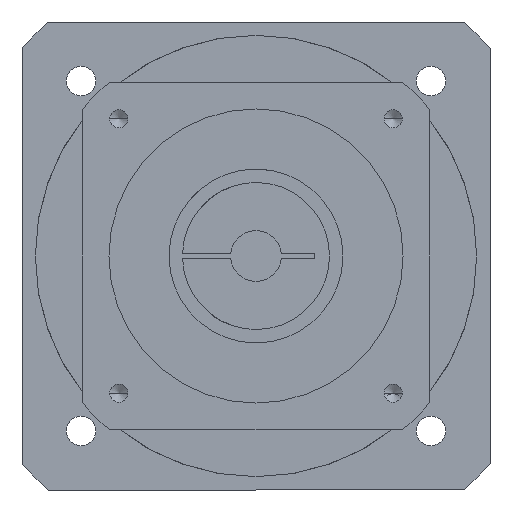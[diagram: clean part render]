
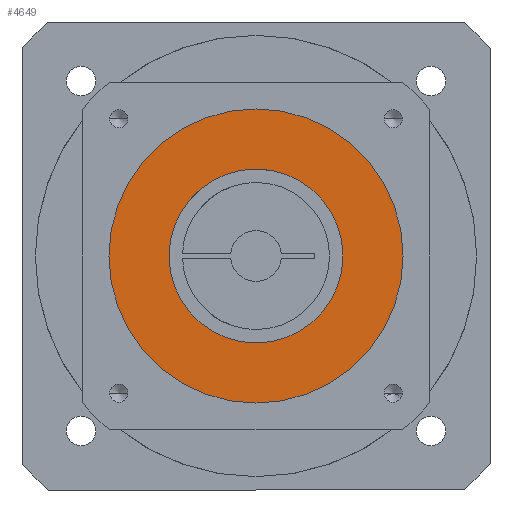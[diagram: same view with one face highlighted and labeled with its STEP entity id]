
A CAD part, front view. The second image highlights one B-rep face of the part: STEP entity #4649.
In plain terms, the highlighted face is planar.
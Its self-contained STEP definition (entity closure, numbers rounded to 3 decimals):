
#122 = CARTESIAN_POINT ( 'NONE',  ( 0., 70., -32.5 ) ) ;
#249 = DIRECTION ( 'NONE',  ( 0., 0., 1. ) ) ;
#596 = DIRECTION ( 'NONE',  ( 0., 0., 1. ) ) ;
#623 = DIRECTION ( 'NONE',  ( 0., 1., 0. ) ) ;
#669 = VERTEX_POINT ( 'NONE', #122 ) ;
#812 = CARTESIAN_POINT ( 'NONE',  ( 0., 70., 55. ) ) ;
#1003 = EDGE_LOOP ( 'NONE', ( #3392, #3444 ) ) ;
#1100 = CIRCLE ( 'NONE', #4453, 55. ) ;
#1204 = EDGE_CURVE ( 'NONE', #4135, #3664, #3671, .T. ) ;
#1460 = DIRECTION ( 'NONE',  ( 0., 1., 0. ) ) ;
#1481 = ORIENTED_EDGE ( 'NONE', *, *, #2920, .T. ) ;
#1492 = CARTESIAN_POINT ( 'NONE',  ( 0., 70., 32.5 ) ) ;
#1718 = ORIENTED_EDGE ( 'NONE', *, *, #1204, .T. ) ;
#1776 = EDGE_CURVE ( 'NONE', #669, #4700, #4678, .T. ) ;
#1844 = CARTESIAN_POINT ( 'NONE',  ( 0., 70., 0. ) ) ;
#1890 = CIRCLE ( 'NONE', #2117, 32.5 ) ;
#1893 = CARTESIAN_POINT ( 'NONE',  ( 0., 70., 0. ) ) ;
#2117 = AXIS2_PLACEMENT_3D ( 'NONE', #4878, #2759, #4473 ) ;
#2279 = PLANE ( 'NONE',  #5356 ) ;
#2419 = FACE_OUTER_BOUND ( 'NONE', #5199, .T. ) ;
#2473 = DIRECTION ( 'NONE',  ( 0., 0., 1. ) ) ;
#2657 = AXIS2_PLACEMENT_3D ( 'NONE', #4101, #3673, #249 ) ;
#2733 = EDGE_CURVE ( 'NONE', #4700, #669, #1890, .T. ) ;
#2759 = DIRECTION ( 'NONE',  ( 0., 1., 0. ) ) ;
#2920 = EDGE_CURVE ( 'NONE', #3664, #4135, #1100, .T. ) ;
#3128 = AXIS2_PLACEMENT_3D ( 'NONE', #1844, #1460, #596 ) ;
#3392 = ORIENTED_EDGE ( 'NONE', *, *, #2733, .F. ) ;
#3444 = ORIENTED_EDGE ( 'NONE', *, *, #1776, .F. ) ;
#3664 = VERTEX_POINT ( 'NONE', #5314 ) ;
#3671 = CIRCLE ( 'NONE', #2657, 55. ) ;
#3673 = DIRECTION ( 'NONE',  ( 0., 1., 0. ) ) ;
#3754 = DIRECTION ( 'NONE',  ( 0., 1., 0. ) ) ;
#4101 = CARTESIAN_POINT ( 'NONE',  ( 0., 70., 0. ) ) ;
#4135 = VERTEX_POINT ( 'NONE', #812 ) ;
#4453 = AXIS2_PLACEMENT_3D ( 'NONE', #5066, #3754, #2473 ) ;
#4473 = DIRECTION ( 'NONE',  ( 0., 0., 1. ) ) ;
#4649 = ADVANCED_FACE ( 'NONE', ( #4746, #2419 ), #2279, .T. ) ;
#4678 = CIRCLE ( 'NONE', #3128, 32.5 ) ;
#4700 = VERTEX_POINT ( 'NONE', #1492 ) ;
#4746 = FACE_BOUND ( 'NONE', #1003, .T. ) ;
#4878 = CARTESIAN_POINT ( 'NONE',  ( 0., 70., 0. ) ) ;
#5066 = CARTESIAN_POINT ( 'NONE',  ( 0., 70., 0. ) ) ;
#5199 = EDGE_LOOP ( 'NONE', ( #1718, #1481 ) ) ;
#5314 = CARTESIAN_POINT ( 'NONE',  ( 0., 70., -55. ) ) ;
#5356 = AXIS2_PLACEMENT_3D ( 'NONE', #1893, #623, #5395 ) ;
#5395 = DIRECTION ( 'NONE',  ( 0., 0., 1. ) ) ;
